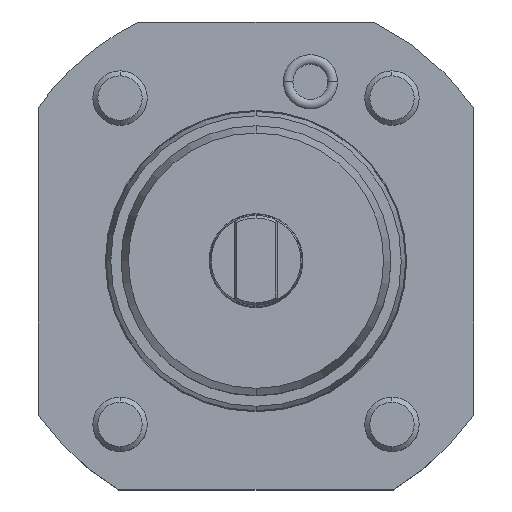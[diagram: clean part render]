
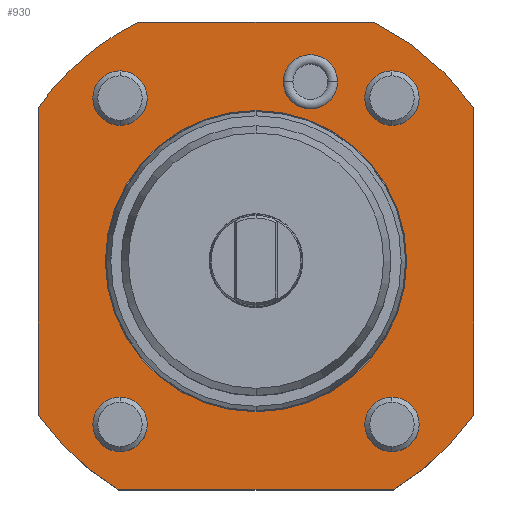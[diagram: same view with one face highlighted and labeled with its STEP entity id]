
A CAD part, top view. The second image highlights one B-rep face of the part: STEP entity #930.
In plain terms, the highlighted planar face has unit normal (0, 0, 1).
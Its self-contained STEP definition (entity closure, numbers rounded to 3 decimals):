
#324=CARTESIAN_POINT('',(-25.239,-42.,0.));
#325=VERTEX_POINT('',#324);
#334=CARTESIAN_POINT('',(-40.,-28.302,0.));
#335=VERTEX_POINT('',#334);
#336=CARTESIAN_POINT('',(-0.,0.,0.));
#337=DIRECTION('',(-0.,0.,-1.));
#338=DIRECTION('',(0.816,0.578,-0.));
#339=AXIS2_PLACEMENT_3D('',#336,#337,#338);
#340=CIRCLE('',#339,49.);
#341=EDGE_CURVE('',#325,#335,#340,.T.);
#368=CARTESIAN_POINT('',(25.239,-42.,-0.));
#369=VERTEX_POINT('',#368);
#376=CARTESIAN_POINT('',(25.239,-42.,-0.));
#377=DIRECTION('',(-1.,0.,0.));
#378=VECTOR('',#377,50.478);
#379=LINE('',#376,#378);
#380=EDGE_CURVE('',#369,#325,#379,.T.);
#397=CARTESIAN_POINT('',(40.,-28.302,-0.));
#398=VERTEX_POINT('',#397);
#407=CARTESIAN_POINT('',(0.,0.,0.));
#408=DIRECTION('',(-0.,0.,-1.));
#409=DIRECTION('',(-0.515,0.857,0.));
#410=AXIS2_PLACEMENT_3D('',#407,#408,#409);
#411=CIRCLE('',#410,49.);
#412=EDGE_CURVE('',#398,#369,#411,.T.);
#432=CARTESIAN_POINT('',(40.,28.302,-0.));
#433=VERTEX_POINT('',#432);
#440=CARTESIAN_POINT('',(40.,28.302,-0.));
#441=DIRECTION('',(0.,-1.,-0.));
#442=VECTOR('',#441,56.604);
#443=LINE('',#440,#442);
#444=EDGE_CURVE('',#433,#398,#443,.T.);
#461=CARTESIAN_POINT('',(21.564,44.,-0.));
#462=VERTEX_POINT('',#461);
#471=CARTESIAN_POINT('',(-0.,0.,0.));
#472=DIRECTION('',(-0.,0.,-1.));
#473=DIRECTION('',(-0.816,-0.578,0.));
#474=AXIS2_PLACEMENT_3D('',#471,#472,#473);
#475=CIRCLE('',#474,49.);
#476=EDGE_CURVE('',#462,#433,#475,.T.);
#494=CARTESIAN_POINT('',(-31.767,37.308,0.));
#495=VERTEX_POINT('',#494);
#513=CARTESIAN_POINT('',(-40.,28.302,0.));
#514=VERTEX_POINT('',#513);
#521=CARTESIAN_POINT('',(-0.,0.,0.));
#522=DIRECTION('',(-0.,0.,-1.));
#523=DIRECTION('',(-0.816,0.578,0.));
#524=AXIS2_PLACEMENT_3D('',#521,#522,#523);
#525=CIRCLE('',#524,49.);
#526=EDGE_CURVE('',#514,#495,#525,.T.);
#537=CARTESIAN_POINT('',(-40.,-28.302,0.));
#538=DIRECTION('',(0.,1.,0.));
#539=VECTOR('',#538,56.604);
#540=LINE('',#537,#539);
#541=EDGE_CURVE('',#335,#514,#540,.T.);
#772=CARTESIAN_POINT('',(0.,-0.,0.));
#773=DIRECTION('',(0.,-0.,1.));
#774=DIRECTION('',(-1.,0.,0.));
#775=AXIS2_PLACEMENT_3D('',#772,#773,#774);
#776=PLANE('',#775);
#777=ORIENTED_EDGE('',*,*,#341,.F.);
#778=ORIENTED_EDGE('',*,*,#380,.F.);
#779=ORIENTED_EDGE('',*,*,#412,.F.);
#780=ORIENTED_EDGE('',*,*,#444,.F.);
#781=ORIENTED_EDGE('',*,*,#476,.F.);
#782=CARTESIAN_POINT('',(-21.564,44.,0.));
#783=VERTEX_POINT('',#782);
#784=CARTESIAN_POINT('',(-21.564,44.,0.));
#785=DIRECTION('',(1.,0.,-0.));
#786=VECTOR('',#785,43.128);
#787=LINE('',#784,#786);
#788=EDGE_CURVE('',#783,#462,#787,.T.);
#789=ORIENTED_EDGE('',*,*,#788,.F.);
#790=CARTESIAN_POINT('',(-0.,0.,0.));
#791=DIRECTION('',(-0.,0.,-1.));
#792=DIRECTION('',(-0.816,0.578,0.));
#793=AXIS2_PLACEMENT_3D('',#790,#791,#792);
#794=CIRCLE('',#793,49.);
#795=EDGE_CURVE('',#495,#783,#794,.T.);
#796=ORIENTED_EDGE('',*,*,#795,.F.);
#797=ORIENTED_EDGE('',*,*,#526,.F.);
#798=ORIENTED_EDGE('',*,*,#541,.F.);
#799=EDGE_LOOP('',(#777,#778,#779,#780,#781,#789,#796,#797,#798));
#800=FACE_BOUND('',#799,.T.);
#801=CARTESIAN_POINT('',(25.,35.,-0.));
#802=VERTEX_POINT('',#801);
#803=CARTESIAN_POINT('',(25.,25.,-0.));
#804=VERTEX_POINT('',#803);
#805=CARTESIAN_POINT('',(25.,30.,-0.));
#806=DIRECTION('',(-0.,0.,-1.));
#807=DIRECTION('',(0.,-1.,-0.));
#808=AXIS2_PLACEMENT_3D('',#805,#806,#807);
#809=CIRCLE('',#808,5.);
#810=EDGE_CURVE('',#802,#804,#809,.T.);
#811=ORIENTED_EDGE('',*,*,#810,.T.);
#812=CARTESIAN_POINT('',(25.,30.,-0.));
#813=DIRECTION('',(-0.,0.,-1.));
#814=DIRECTION('',(0.,-1.,-0.));
#815=AXIS2_PLACEMENT_3D('',#812,#813,#814);
#816=CIRCLE('',#815,5.);
#817=EDGE_CURVE('',#804,#802,#816,.T.);
#818=ORIENTED_EDGE('',*,*,#817,.T.);
#819=EDGE_LOOP('',(#811,#818));
#820=FACE_BOUND('',#819,.T.);
#821=CARTESIAN_POINT('',(-25.,35.,0.));
#822=VERTEX_POINT('',#821);
#823=CARTESIAN_POINT('',(-25.,25.,0.));
#824=VERTEX_POINT('',#823);
#825=CARTESIAN_POINT('',(-25.,30.,0.));
#826=DIRECTION('',(-0.,0.,-1.));
#827=DIRECTION('',(0.,-1.,-0.));
#828=AXIS2_PLACEMENT_3D('',#825,#826,#827);
#829=CIRCLE('',#828,5.);
#830=EDGE_CURVE('',#822,#824,#829,.T.);
#831=ORIENTED_EDGE('',*,*,#830,.T.);
#832=CARTESIAN_POINT('',(-25.,30.,0.));
#833=DIRECTION('',(-0.,0.,-1.));
#834=DIRECTION('',(0.,-1.,-0.));
#835=AXIS2_PLACEMENT_3D('',#832,#833,#834);
#836=CIRCLE('',#835,5.);
#837=EDGE_CURVE('',#824,#822,#836,.T.);
#838=ORIENTED_EDGE('',*,*,#837,.T.);
#839=EDGE_LOOP('',(#831,#838));
#840=FACE_BOUND('',#839,.T.);
#841=CARTESIAN_POINT('',(25.,-25.,-0.));
#842=VERTEX_POINT('',#841);
#843=CARTESIAN_POINT('',(25.,-35.,-0.));
#844=VERTEX_POINT('',#843);
#845=CARTESIAN_POINT('',(25.,-30.,-0.));
#846=DIRECTION('',(-0.,0.,-1.));
#847=DIRECTION('',(0.,-1.,-0.));
#848=AXIS2_PLACEMENT_3D('',#845,#846,#847);
#849=CIRCLE('',#848,5.);
#850=EDGE_CURVE('',#842,#844,#849,.T.);
#851=ORIENTED_EDGE('',*,*,#850,.T.);
#852=CARTESIAN_POINT('',(25.,-30.,-0.));
#853=DIRECTION('',(-0.,0.,-1.));
#854=DIRECTION('',(0.,-1.,-0.));
#855=AXIS2_PLACEMENT_3D('',#852,#853,#854);
#856=CIRCLE('',#855,5.);
#857=EDGE_CURVE('',#844,#842,#856,.T.);
#858=ORIENTED_EDGE('',*,*,#857,.T.);
#859=EDGE_LOOP('',(#851,#858));
#860=FACE_BOUND('',#859,.T.);
#861=CARTESIAN_POINT('',(-25.,-25.,0.));
#862=VERTEX_POINT('',#861);
#863=CARTESIAN_POINT('',(-25.,-35.,0.));
#864=VERTEX_POINT('',#863);
#865=CARTESIAN_POINT('',(-25.,-30.,0.));
#866=DIRECTION('',(-0.,0.,-1.));
#867=DIRECTION('',(0.,-1.,-0.));
#868=AXIS2_PLACEMENT_3D('',#865,#866,#867);
#869=CIRCLE('',#868,5.);
#870=EDGE_CURVE('',#862,#864,#869,.T.);
#871=ORIENTED_EDGE('',*,*,#870,.T.);
#872=CARTESIAN_POINT('',(-25.,-30.,0.));
#873=DIRECTION('',(-0.,0.,-1.));
#874=DIRECTION('',(0.,-1.,-0.));
#875=AXIS2_PLACEMENT_3D('',#872,#873,#874);
#876=CIRCLE('',#875,5.);
#877=EDGE_CURVE('',#864,#862,#876,.T.);
#878=ORIENTED_EDGE('',*,*,#877,.T.);
#879=EDGE_LOOP('',(#871,#878));
#880=FACE_BOUND('',#879,.T.);
#881=CARTESIAN_POINT('',(0.,27.5,0.));
#882=VERTEX_POINT('',#881);
#883=CARTESIAN_POINT('',(0.,-27.5,-0.));
#884=VERTEX_POINT('',#883);
#885=CARTESIAN_POINT('',(0.,0.,0.));
#886=DIRECTION('',(-0.,0.,-1.));
#887=DIRECTION('',(0.,1.,0.));
#888=AXIS2_PLACEMENT_3D('',#885,#886,#887);
#889=CIRCLE('',#888,27.5);
#890=EDGE_CURVE('',#882,#884,#889,.T.);
#891=ORIENTED_EDGE('',*,*,#890,.T.);
#892=CARTESIAN_POINT('',(0.,0.,0.));
#893=DIRECTION('',(-0.,0.,-1.));
#894=DIRECTION('',(0.,1.,0.));
#895=AXIS2_PLACEMENT_3D('',#892,#893,#894);
#896=CIRCLE('',#895,27.5);
#897=EDGE_CURVE('',#884,#882,#896,.T.);
#898=ORIENTED_EDGE('',*,*,#897,.T.);
#899=EDGE_LOOP('',(#891,#898));
#900=FACE_BOUND('',#899,.T.);
#901=CARTESIAN_POINT('',(7.144,37.077,0.));
#902=VERTEX_POINT('',#901);
#903=CARTESIAN_POINT('',(14.977,33.,-0.));
#904=VERTEX_POINT('',#903);
#905=CARTESIAN_POINT('',(10.,33.,-0.));
#906=DIRECTION('',(-0.,0.,-1.));
#907=DIRECTION('',(-1.,0.,0.));
#908=AXIS2_PLACEMENT_3D('',#905,#906,#907);
#909=CIRCLE('',#908,4.977);
#910=EDGE_CURVE('',#902,#904,#909,.T.);
#911=ORIENTED_EDGE('',*,*,#910,.T.);
#912=CARTESIAN_POINT('',(5.023,33.,0.));
#913=VERTEX_POINT('',#912);
#914=CARTESIAN_POINT('',(10.,33.,-0.));
#915=DIRECTION('',(-0.,0.,-1.));
#916=DIRECTION('',(-1.,0.,0.));
#917=AXIS2_PLACEMENT_3D('',#914,#915,#916);
#918=CIRCLE('',#917,4.977);
#919=EDGE_CURVE('',#904,#913,#918,.T.);
#920=ORIENTED_EDGE('',*,*,#919,.T.);
#921=CARTESIAN_POINT('',(10.,33.,-0.));
#922=DIRECTION('',(-0.,0.,-1.));
#923=DIRECTION('',(-1.,0.,0.));
#924=AXIS2_PLACEMENT_3D('',#921,#922,#923);
#925=CIRCLE('',#924,4.977);
#926=EDGE_CURVE('',#913,#902,#925,.T.);
#927=ORIENTED_EDGE('',*,*,#926,.T.);
#928=EDGE_LOOP('',(#911,#920,#927));
#929=FACE_BOUND('',#928,.T.);
#930=ADVANCED_FACE('',(#800,#820,#840,#860,#880,#900,#929),#776,.T.);
